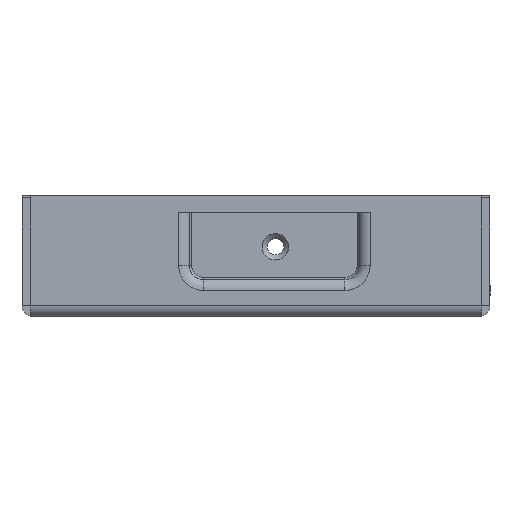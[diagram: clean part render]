
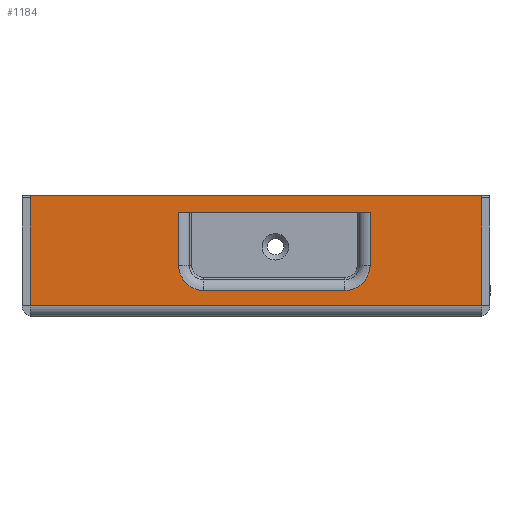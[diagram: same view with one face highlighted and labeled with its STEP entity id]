
A CAD part, front view. The second image highlights one B-rep face of the part: STEP entity #1184.
In plain terms, the highlighted planar face has unit normal (0, -1, 0).
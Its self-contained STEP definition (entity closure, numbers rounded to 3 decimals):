
#476=FACE_BOUND('',#2151,.T.);
#477=FACE_BOUND('',#2152,.T.);
#833=CIRCLE('',#7653,6.175);
#834=CIRCLE('',#7654,6.175);
#835=CIRCLE('',#7655,0.5);
#836=CIRCLE('',#7656,0.5);
#1184=ADVANCED_FACE('',(#476,#477),#1559,.F.);
#1559=PLANE('',#7657);
#2151=EDGE_LOOP('',(#3179,#3180,#3181,#3182,#3183,#3184));
#2152=EDGE_LOOP('',(#3185,#3186,#3187,#3188,#3189,#3190));
#3179=ORIENTED_EDGE('',*,*,#5638,.T.);
#3180=ORIENTED_EDGE('',*,*,#5639,.F.);
#3181=ORIENTED_EDGE('',*,*,#5640,.T.);
#3182=ORIENTED_EDGE('',*,*,#5641,.T.);
#3183=ORIENTED_EDGE('',*,*,#5642,.T.);
#3184=ORIENTED_EDGE('',*,*,#5643,.T.);
#3185=ORIENTED_EDGE('',*,*,#5615,.F.);
#3186=ORIENTED_EDGE('',*,*,#5644,.T.);
#3187=ORIENTED_EDGE('',*,*,#5645,.F.);
#3188=ORIENTED_EDGE('',*,*,#5646,.T.);
#3189=ORIENTED_EDGE('',*,*,#5647,.T.);
#3190=ORIENTED_EDGE('',*,*,#5648,.T.);
#4874=VERTEX_POINT('',#11240);
#4875=VERTEX_POINT('',#11242);
#4896=VERTEX_POINT('',#11292);
#4897=VERTEX_POINT('',#11293);
#4898=VERTEX_POINT('',#11295);
#4899=VERTEX_POINT('',#11297);
#4900=VERTEX_POINT('',#11299);
#4901=VERTEX_POINT('',#11301);
#4902=VERTEX_POINT('',#11304);
#4903=VERTEX_POINT('',#11306);
#4904=VERTEX_POINT('',#11308);
#4905=VERTEX_POINT('',#11310);
#5615=EDGE_CURVE('',#4874,#4875,#6498,.T.);
#5638=EDGE_CURVE('',#4896,#4897,#6509,.T.);
#5639=EDGE_CURVE('',#4898,#4897,#6510,.T.);
#5640=EDGE_CURVE('',#4898,#4899,#6511,.T.);
#5641=EDGE_CURVE('',#4899,#4900,#833,.T.);
#5642=EDGE_CURVE('',#4900,#4901,#6512,.T.);
#5643=EDGE_CURVE('',#4901,#4896,#834,.T.);
#5644=EDGE_CURVE('',#4874,#4902,#835,.T.);
#5645=EDGE_CURVE('',#4903,#4902,#6513,.T.);
#5646=EDGE_CURVE('',#4903,#4904,#6514,.T.);
#5647=EDGE_CURVE('',#4904,#4905,#6515,.T.);
#5648=EDGE_CURVE('',#4905,#4875,#836,.T.);
#6498=LINE('',#11241,#7088);
#6509=LINE('',#11291,#7099);
#6510=LINE('',#11294,#7100);
#6511=LINE('',#11296,#7101);
#6512=LINE('',#11300,#7102);
#6513=LINE('',#11305,#7103);
#6514=LINE('',#11307,#7104);
#6515=LINE('',#11309,#7105);
#7088=VECTOR('',#8898,1.);
#7099=VECTOR('',#8945,1.);
#7100=VECTOR('',#8946,1.);
#7101=VECTOR('',#8947,1.);
#7102=VECTOR('',#8950,1.);
#7103=VECTOR('',#8955,1.);
#7104=VECTOR('',#8956,1.);
#7105=VECTOR('',#8957,1.);
#7653=AXIS2_PLACEMENT_3D('',#11298,#8948,#8949);
#7654=AXIS2_PLACEMENT_3D('',#11302,#8951,#8952);
#7655=AXIS2_PLACEMENT_3D('',#11303,#8953,#8954);
#7656=AXIS2_PLACEMENT_3D('',#11311,#8958,#8959);
#7657=AXIS2_PLACEMENT_3D('',#11312,#8960,#8961);
#8898=DIRECTION('',(1.,0.,0.));
#8945=DIRECTION('',(0.,0.,1.));
#8946=DIRECTION('',(-1.,0.,0.));
#8947=DIRECTION('',(0.,0.,-1.));
#8948=DIRECTION('',(0.,1.,0.));
#8949=DIRECTION('',(0.,0.,1.));
#8950=DIRECTION('',(-1.,0.,0.));
#8951=DIRECTION('',(0.,1.,0.));
#8952=DIRECTION('',(0.,0.,1.));
#8953=DIRECTION('',(0.,-1.,0.));
#8954=DIRECTION('',(0.,0.,1.));
#8955=DIRECTION('',(0.,0.,1.));
#8956=DIRECTION('',(1.,0.,0.));
#8957=DIRECTION('',(0.,0.,1.));
#8958=DIRECTION('',(0.,-1.,0.));
#8959=DIRECTION('',(0.,0.,1.));
#8960=DIRECTION('',(0.,1.,0.));
#8961=DIRECTION('',(0.,0.,1.));
#11240=CARTESIAN_POINT('',(2.502,0.,29.5));
#11241=CARTESIAN_POINT('',(2.6,0.,29.5));
#11242=CARTESIAN_POINT('',(111.998,0.,29.5));
#11291=CARTESIAN_POINT('',(38.325,0.,2.6));
#11292=CARTESIAN_POINT('',(38.325,0.,12.5));
#11293=CARTESIAN_POINT('',(38.325,0.,25.5));
#11294=CARTESIAN_POINT('',(82.,0.,25.5));
#11295=CARTESIAN_POINT('',(85.175,0.,25.5));
#11296=CARTESIAN_POINT('',(85.175,0.,2.6));
#11297=CARTESIAN_POINT('',(85.175,0.,12.5));
#11298=CARTESIAN_POINT('',(79.,0.,12.5));
#11299=CARTESIAN_POINT('',(79.,0.,6.325));
#11300=CARTESIAN_POINT('',(2.6,0.,6.325));
#11301=CARTESIAN_POINT('',(44.5,0.,6.325));
#11302=CARTESIAN_POINT('',(44.5,0.,12.5));
#11303=CARTESIAN_POINT('',(2.502,0.,29.));
#11304=CARTESIAN_POINT('',(2.002,0.,29.));
#11305=CARTESIAN_POINT('',(2.002,0.,2.6));
#11306=CARTESIAN_POINT('',(2.002,0.,2.6));
#11307=CARTESIAN_POINT('',(2.6,0.,2.6));
#11308=CARTESIAN_POINT('',(112.498,0.,2.6));
#11309=CARTESIAN_POINT('',(112.498,0.,2.6));
#11310=CARTESIAN_POINT('',(112.498,0.,29.));
#11311=CARTESIAN_POINT('',(111.998,0.,29.));
#11312=CARTESIAN_POINT('',(2.6,0.,2.6));
